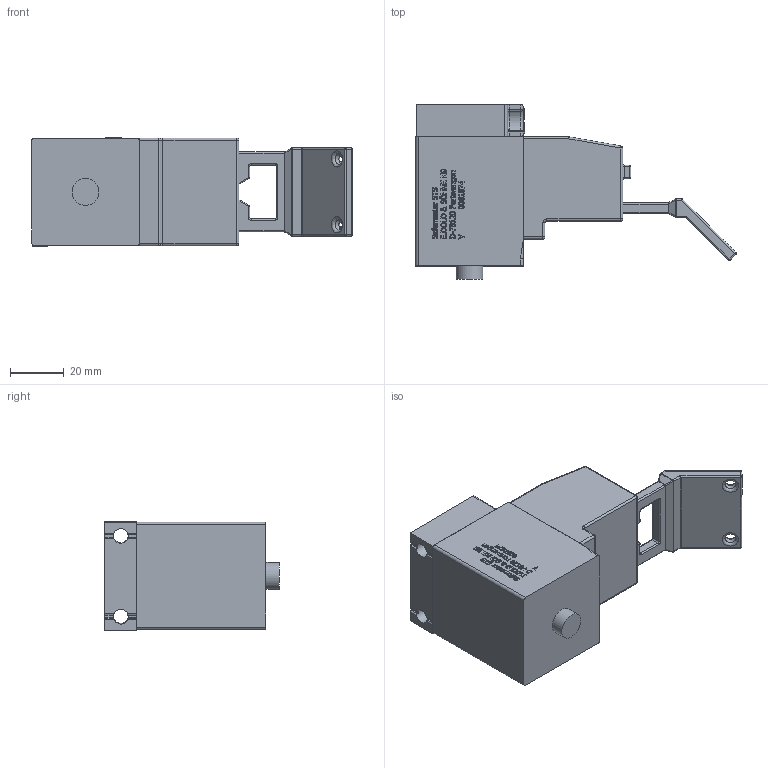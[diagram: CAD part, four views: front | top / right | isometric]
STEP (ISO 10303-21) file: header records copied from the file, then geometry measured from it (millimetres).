
FILE_DESCRIPTION (( 'STEP AP214' ), '1' );
FILE_NAME ('PADLOCKMODULE-SET.STEP', '2018-05-11T18:58:20', ( '' ), ( '' ), 'SwSTEP 2.0', 'SolidWorks 2017', '' );
FILE_SCHEMA (( 'AUTOMOTIVE_DESIGN' ));
Length unit declared in the file: inch
Products named in the file (3): ST2140_V; ST2330_Bajonett; PADLOCKMODULE-SET
Assembly tree (2 placements, depth 2):
  PADLOCKMODULE-SET
    ST2140_V
    ST2330_Bajonett
Bounding box: 119.2 x 65 x 40.25 mm (x, y, z)
Volume: 145072.7 mm3; surface area: 27571.2 mm2
Topology: 2 solids, 4 shells, 1446 faces, 3802 edges, 2429 vertices
Faces by surface type: plane 641, bspline 581, cylinder 209, torus 12, sphere 2, cone 1
Full cylindrical faces by diameter (mm): 1 x1, 2 x1, 2.459 x1, 4 x3, 5.5 x2, 10 x3
Entity records: 69132 total; most frequent: CARTESIAN_POINT 19134, ORIENTED_EDGE 7474, DIRECTION 4652, EDGE_CURVE 3737, VERTEX_POINT 2417, VECTOR 2222, LINE 2222, EDGE_LOOP 1572
